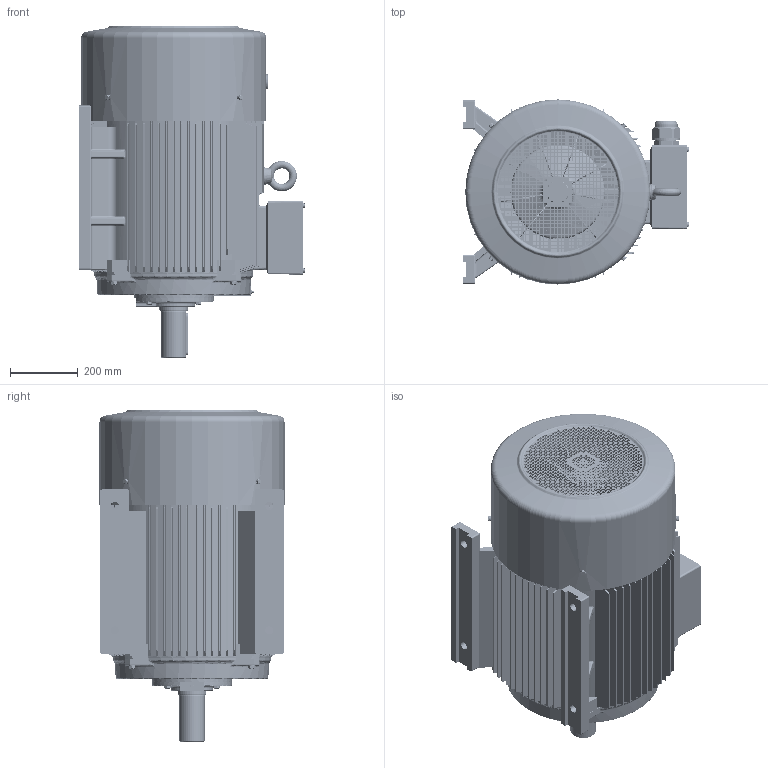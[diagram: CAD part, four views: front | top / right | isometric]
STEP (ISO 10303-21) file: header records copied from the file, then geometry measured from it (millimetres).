
FILE_DESCRIPTION(/* description */ (''),/* implementation_level */ '2;1');
FILE_NAME(/* name */ 'JM1-280S-4.6.8-B3.stp',/* time_stamp */ '2018-12-30T19:17:11+08:00',/* author */ (''),/* organization */ (''),/* preprocessor_version */ 'ST-DEVELOPER v16.7',/* originating_system */ 'SIEMENS PLM Software NX 12.0',/* authorisation */ '');
FILE_SCHEMA (('AP203_CONFIGURATION_CONTROLLED_3D_DESIGN_OF_MECHANICAL_PARTS_AND_ASSEMBLIES_MIM_LF { 1 0 10303 403 2 1 2}'));
Length unit declared in the file: millimetre
Products named in the file (1): JM1-280S-4.6.8-B3
Bounding box: 667.8 x 547 x 981.48 mm (x, y, z)
Volume: 39564242.5 mm3; surface area: 7897696.6 mm2
Topology: 62 solids, 62 shells, 10061 faces, 28708 edges, 18852 vertices
Faces by surface type: plane 4676, cylinder 4343, cone 409, torus 307, bspline 300, sphere 26
Full cylindrical faces by diameter (mm): 2 x2, 7.188 x4, 8 x8, 8.4 x4, 9 x2, 9.026 x8, 10 x12, 10.863 x8, 11.2 x8, 12 x18, 12.6 x8, 16 x4, 20 x1, 24 x4, 43.312 x2, 51.188 x4, 61.031 x12, 63 x4, 64.969 x12, 67.922 x2, 68 x1, 83.672 x2, 85 x4, 88 x2, 110 x4, 180 x2, 235 x4, 270 x1, 440 x2, 456 x2
Entity records: 374130 total; most frequent: CARTESIAN_POINT 83521, ORIENTED_EDGE 56458, DIRECTION 55180, EDGE_CURVE 28229, AXIS2_PLACEMENT_3D 19353, VERTEX_POINT 18699, LINE 16474, VECTOR 16474
